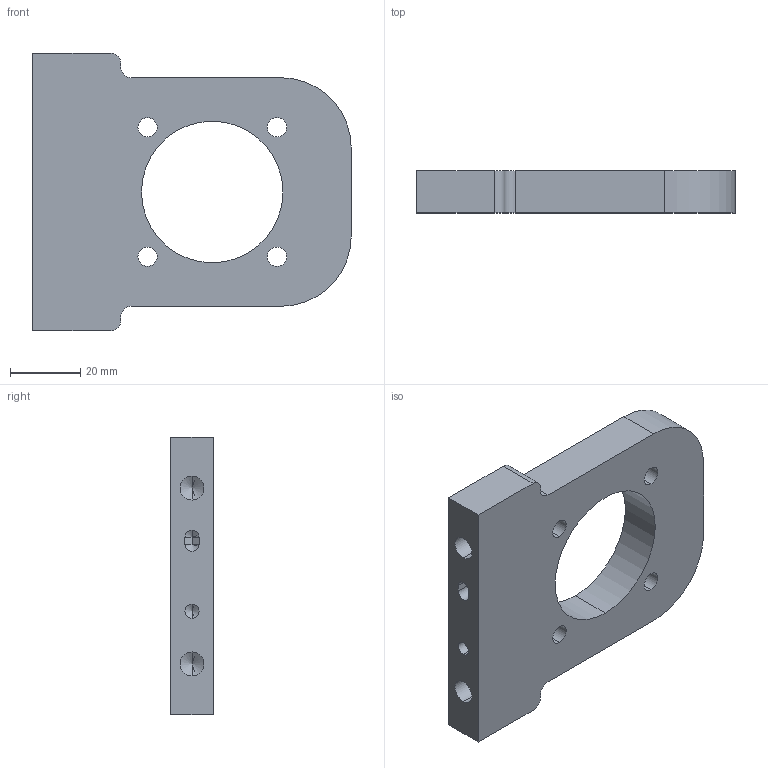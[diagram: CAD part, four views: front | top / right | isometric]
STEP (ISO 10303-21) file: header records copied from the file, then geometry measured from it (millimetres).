
FILE_DESCRIPTION (( 'STEP AP214' ), '1' );
FILE_NAME ('ASM_02_51_Support reducteur V2.STEP', '2020-06-04T10:12:02', ( '' ), ( '' ), 'SwSTEP 2.0', 'SolidWorks 2018', '' );
FILE_SCHEMA (( 'AUTOMOTIVE_DESIGN' ));
Length unit declared in the file: millimetre
Products named in the file (1): ASM_02_51_Support reducteur V2
Bounding box: 90.5 x 12 x 79 mm (x, y, z)
Volume: 54350 mm3; surface area: 16903.2 mm2
Topology: 1 solids, 1 shells, 56 faces, 146 edges, 85 vertices
Faces by surface type: cylinder 29, plane 14, cone 13
Entity records: 1725 total; most frequent: DIRECTION 305, CARTESIAN_POINT 275, ORIENTED_EDGE 266, EDGE_CURVE 133, AXIS2_PLACEMENT_3D 115, VERTEX_POINT 85, VECTOR 75, LINE 75
